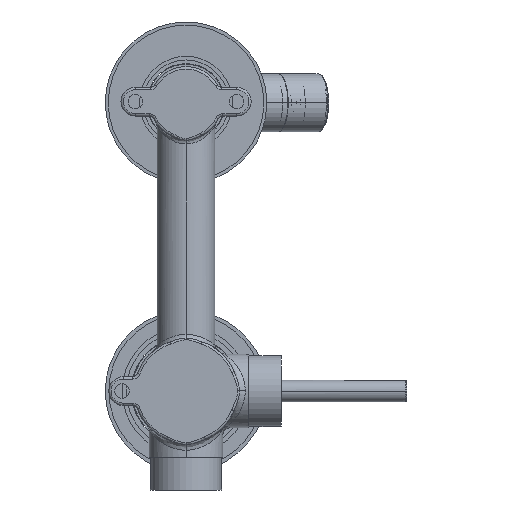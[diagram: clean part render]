
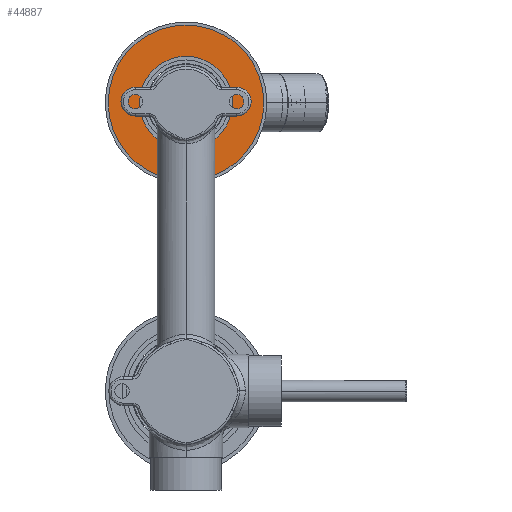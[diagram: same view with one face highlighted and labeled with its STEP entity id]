
A CAD part, front view. The second image highlights one B-rep face of the part: STEP entity #44887.
In plain terms, the highlighted face is planar.
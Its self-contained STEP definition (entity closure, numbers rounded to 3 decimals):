
#44622=CARTESIAN_POINT('',(0.,1.5,0.));
#44623=DIRECTION('',(0.,1.,0.));
#44624=DIRECTION('',(1.,0.,0.));
#44625=AXIS2_PLACEMENT_3D('',#44622,#44623,#44624);
#44627=CARTESIAN_POINT('',(0.,1.5,0.));
#44628=DIRECTION('',(0.,1.,0.));
#44629=DIRECTION('',(-1.,0.,0.));
#44630=AXIS2_PLACEMENT_3D('',#44627,#44628,#44629);
#44632=CARTESIAN_POINT('',(0.,1.5,0.));
#44633=DIRECTION('',(0.,-1.,0.));
#44634=DIRECTION('',(1.,0.,0.));
#44635=AXIS2_PLACEMENT_3D('',#44632,#44633,#44634);
#44637=CARTESIAN_POINT('',(0.,1.5,0.));
#44638=DIRECTION('',(0.,-1.,0.));
#44639=DIRECTION('',(-1.,0.,0.));
#44640=AXIS2_PLACEMENT_3D('',#44637,#44638,#44639);
#44746=CARTESIAN_POINT('',(32.25,1.5,0.));
#44747=CARTESIAN_POINT('',(-32.25,1.5,0.));
#44748=VERTEX_POINT('',#44746);
#44749=VERTEX_POINT('',#44747);
#44750=CARTESIAN_POINT('',(19.25,1.5,0.));
#44751=CARTESIAN_POINT('',(-19.25,1.5,0.));
#44752=VERTEX_POINT('',#44750);
#44753=VERTEX_POINT('',#44751);
#44872=CARTESIAN_POINT('',(0.,1.5,0.));
#44873=DIRECTION('',(0.,1.,0.));
#44874=DIRECTION('',(1.,0.,0.));
#44875=AXIS2_PLACEMENT_3D('',#44872,#44873,#44874);
#44876=PLANE('',#44875);
#44877=ORIENTED_EDGE('',*,*,#44852,.F.);
#44878=ORIENTED_EDGE('',*,*,#44866,.F.);
#44879=EDGE_LOOP('',(#44877,#44878));
#44880=FACE_OUTER_BOUND('',#44879,.F.);
#44882=ORIENTED_EDGE('',*,*,#44881,.F.);
#44884=ORIENTED_EDGE('',*,*,#44883,.F.);
#44885=EDGE_LOOP('',(#44882,#44884));
#44886=FACE_BOUND('',#44885,.F.);
#44887=ADVANCED_FACE('',(#44880,#44886),#44876,.T.);
#44626=CIRCLE('',#44625,32.25);
#44631=CIRCLE('',#44630,32.25);
#44636=CIRCLE('',#44635,19.25);
#44641=CIRCLE('',#44640,19.25);
#44852=EDGE_CURVE('',#44748,#44749,#44626,.T.);
#44866=EDGE_CURVE('',#44749,#44748,#44631,.T.);
#44881=EDGE_CURVE('',#44752,#44753,#44636,.T.);
#44883=EDGE_CURVE('',#44753,#44752,#44641,.T.);
